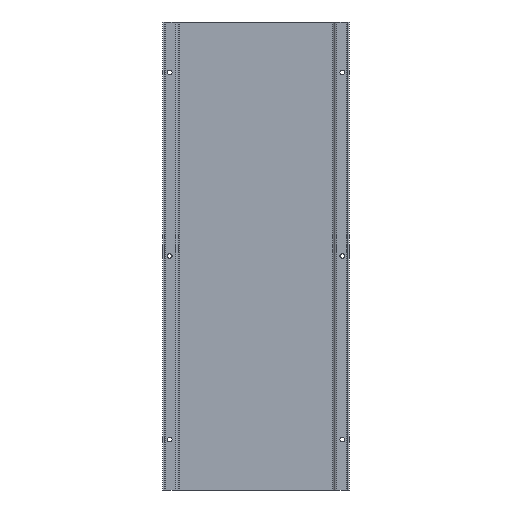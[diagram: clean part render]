
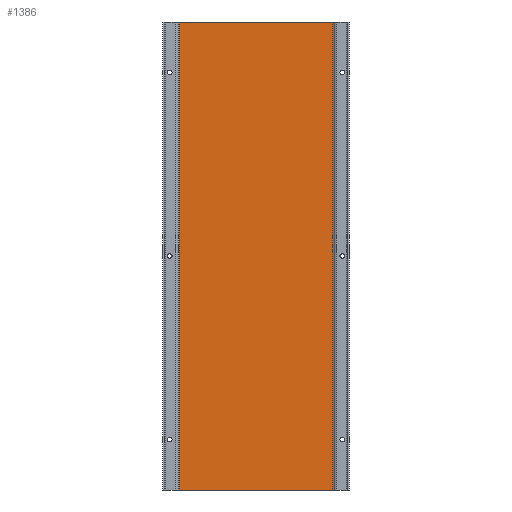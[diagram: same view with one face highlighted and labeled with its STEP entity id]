
A CAD part, front view. The second image highlights one B-rep face of the part: STEP entity #1386.
In plain terms, the highlighted planar face has unit normal (0, -1, 0).
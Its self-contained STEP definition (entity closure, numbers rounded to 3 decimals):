
#141 = VECTOR ( 'NONE', #357, 1000. ) ;
#145 = LINE ( 'NONE', #372, #141 ) ;
#254 = CARTESIAN_POINT ( 'NONE',  ( -83.5, 45., -255. ) ) ;
#357 = DIRECTION ( 'NONE',  ( 0., 0., -1. ) ) ;
#372 = CARTESIAN_POINT ( 'NONE',  ( -83.5, 45., 255. ) ) ;
#487 = EDGE_CURVE ( 'NONE', #1881, #1294, #538, .T. ) ;
#492 = EDGE_CURVE ( 'NONE', #1535, #1881, #525, .T. ) ;
#518 = CARTESIAN_POINT ( 'NONE',  ( -86.5, 45., 255. ) ) ;
#525 = LINE ( 'NONE', #1560, #531 ) ;
#531 = VECTOR ( 'NONE', #1556, 1000. ) ;
#532 = VECTOR ( 'NONE', #1657, 1000. ) ;
#538 = LINE ( 'NONE', #1673, #532 ) ;
#923 = EDGE_CURVE ( 'NONE', #2176, #1294, #145, .T. ) ;
#965 = ORIENTED_EDGE ( 'NONE', *, *, #923, .T. ) ;
#1003 = ORIENTED_EDGE ( 'NONE', *, *, #1228, .T. ) ;
#1012 = ORIENTED_EDGE ( 'NONE', *, *, #492, .F. ) ;
#1028 = CARTESIAN_POINT ( 'NONE',  ( -83.5, 45., 255. ) ) ;
#1228 = EDGE_CURVE ( 'NONE', #1535, #2176, #1850, .T. ) ;
#1294 = VERTEX_POINT ( 'NONE', #254 ) ;
#1386 = ADVANCED_FACE ( 'NONE', ( #1706 ), #2110, .T. ) ;
#1535 = VERTEX_POINT ( 'NONE', #2067 ) ;
#1556 = DIRECTION ( 'NONE',  ( 0., 0., -1. ) ) ;
#1560 = CARTESIAN_POINT ( 'NONE',  ( 83.5, 45., 255. ) ) ;
#1657 = DIRECTION ( 'NONE',  ( -1., 0., 0. ) ) ;
#1673 = CARTESIAN_POINT ( 'NONE',  ( -86.5, 45., -255. ) ) ;
#1706 = FACE_OUTER_BOUND ( 'NONE', #2054, .T. ) ;
#1738 = AXIS2_PLACEMENT_3D ( 'NONE', #1917, #1809, #1801 ) ;
#1789 = CARTESIAN_POINT ( 'NONE',  ( 83.5, 45., -255. ) ) ;
#1801 = DIRECTION ( 'NONE',  ( 1., 0., 0. ) ) ;
#1809 = DIRECTION ( 'NONE',  ( 0., -1., 0. ) ) ;
#1810 = DIRECTION ( 'NONE',  ( -1., 0., 0. ) ) ;
#1850 = LINE ( 'NONE', #518, #1869 ) ;
#1869 = VECTOR ( 'NONE', #1810, 1000. ) ;
#1881 = VERTEX_POINT ( 'NONE', #1789 ) ;
#1917 = CARTESIAN_POINT ( 'NONE',  ( -86.5, 45., 255. ) ) ;
#2054 = EDGE_LOOP ( 'NONE', ( #2055, #1012, #1003, #965 ) ) ;
#2055 = ORIENTED_EDGE ( 'NONE', *, *, #487, .F. ) ;
#2067 = CARTESIAN_POINT ( 'NONE',  ( 83.5, 45., 255. ) ) ;
#2110 = PLANE ( 'NONE',  #1738 ) ;
#2176 = VERTEX_POINT ( 'NONE', #1028 ) ;
